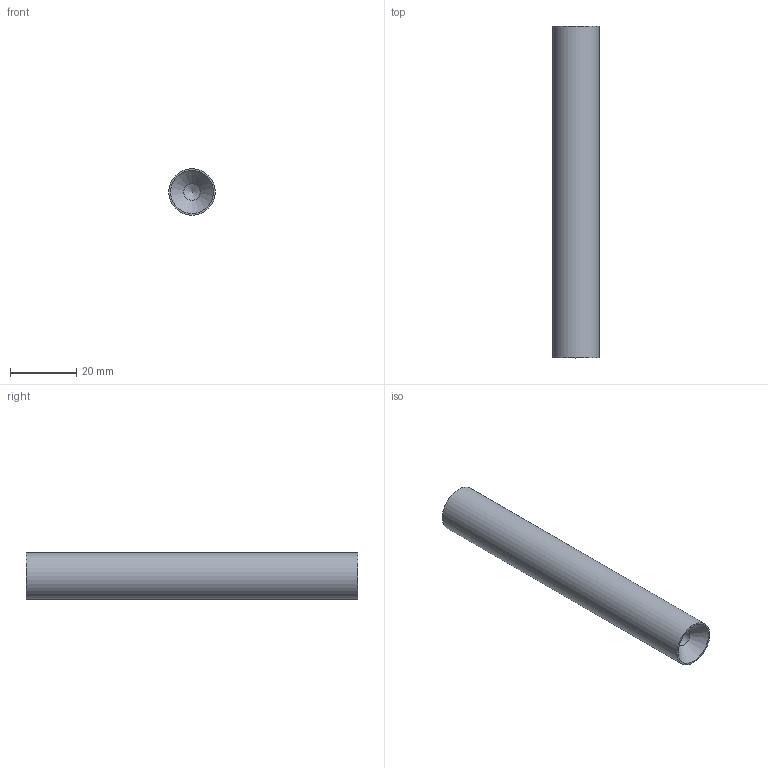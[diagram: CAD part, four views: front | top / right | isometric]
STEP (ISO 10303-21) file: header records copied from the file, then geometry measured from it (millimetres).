
FILE_DESCRIPTION (( 'STEP AP203' ), '1' );
FILE_NAME ('50423-240-M6.step', '2023-09-15T08:01:00', ( '' ), ( '' ), 'SwSTEP 2.0', 'SolidWorks 2018', '' );
FILE_SCHEMA (( 'CONFIG_CONTROL_DESIGN' ));
Length unit declared in the file: millimetre
Products named in the file (1): 50423-240-M6
Bounding box: 14 x 100 x 14 mm (x, y, z)
Volume: 14359.4 mm3; surface area: 5164 mm2
Topology: 1 solids, 21 shells, 291 faces, 717 edges, 477 vertices
Faces by surface type: plane 127, bspline 109, cone 52, cylinder 3
Full cylindrical faces by diameter (mm): 5 x2, 14 x1
Entity records: 13959 total; most frequent: CARTESIAN_POINT 8383, ORIENTED_EDGE 1420, EDGE_CURVE 710, DIRECTION 598, VERTEX_POINT 476, B_SPLINE_CURVE_WITH_KNOTS 446, EDGE_LOOP 306, FACE_OUTER_BOUND 274
